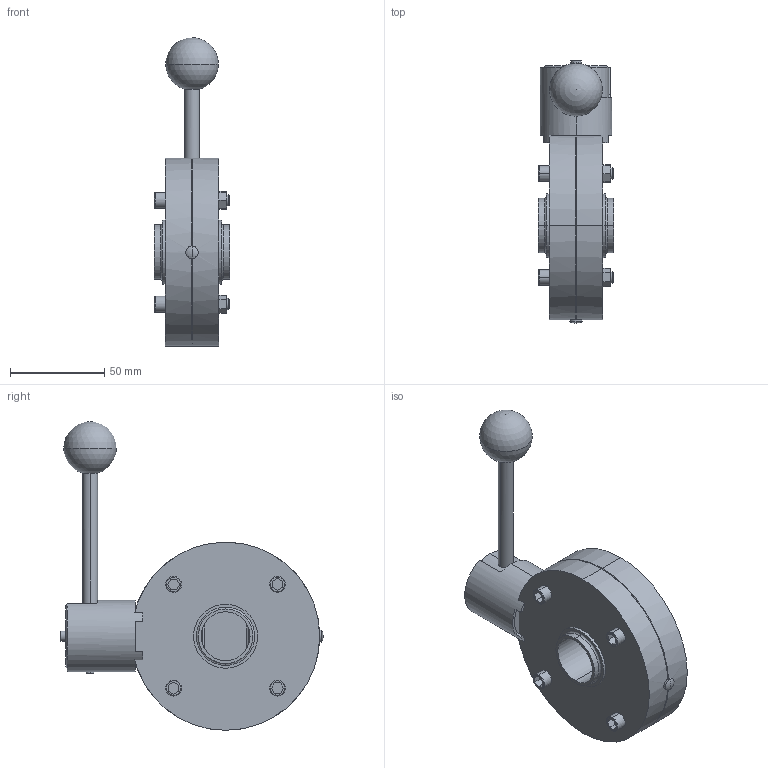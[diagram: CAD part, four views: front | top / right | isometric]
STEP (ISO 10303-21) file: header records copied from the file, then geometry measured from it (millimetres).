
FILE_DESCRIPTION (( 'STEP AP203' ), '1' );
FILE_NAME ('3D-M4301P_25_174451010_174451045.STEP', '2024-09-18T10:55:12', ( '' ), ( '' ), 'SwSTEP 2.0', 'SolidWorks 2024', '' );
FILE_SCHEMA (( 'CONFIG_CONTROL_DESIGN' ));
Length unit declared in the file: millimetre
Products named in the file (1): 3D-M4301P_25_174451010_174451045
Bounding box: 40 x 139.3 x 164 mm (x, y, z)
Volume: 269851.3 mm3; surface area: 50769.3 mm2
Topology: 4 solids, 4 shells, 211 faces, 515 edges, 329 vertices
Faces by surface type: plane 113, cylinder 62, cone 16, torus 16, sphere 4
Entity records: 6612 total; most frequent: CARTESIAN_POINT 1520, DIRECTION 1071, ORIENTED_EDGE 1012, EDGE_CURVE 506, AXIS2_PLACEMENT_3D 393, VERTEX_POINT 326, LINE 285, VECTOR 285
